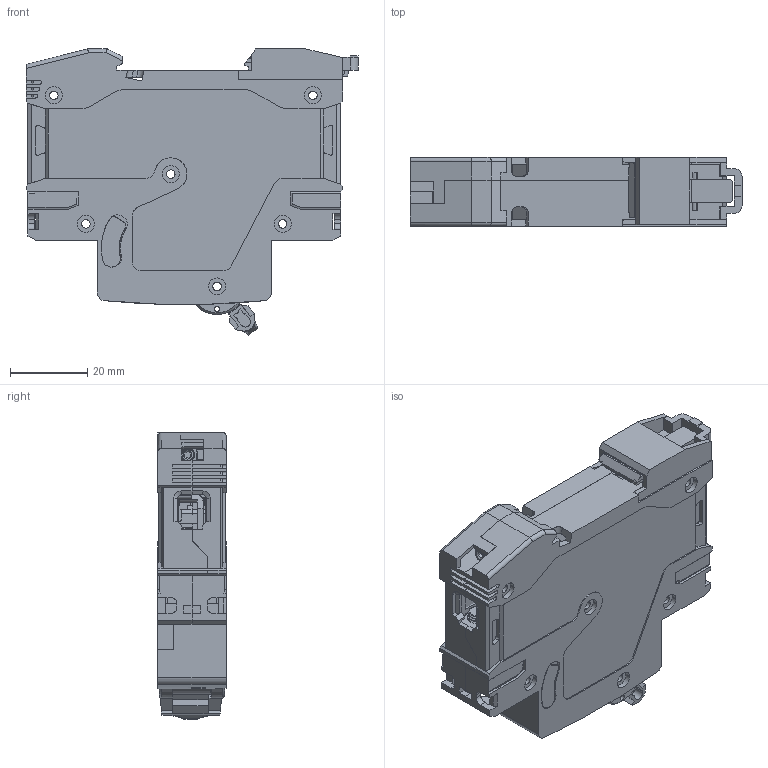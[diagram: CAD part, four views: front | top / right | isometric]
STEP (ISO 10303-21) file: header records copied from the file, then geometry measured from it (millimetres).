
FILE_DESCRIPTION((''),'2;1');
FILE_NAME('NB1-631P_ASM','2018-10-22T',('huangyh'),(''),'PRO/ENGINEER BY PARAMETRIC TECHNOLOGY CORPORATION, 2008380','PRO/ENGINEER BY PARAMETRIC TECHNOLOGY CORPORATION, 2008380','');
FILE_SCHEMA(('CONFIG_CONTROL_DESIGN'));
Length unit declared in the file: metre
Products named in the file (15): 8ZTD-022-265; 8ZTD-315-568; 8ZT-253-408; 8ZT-055-002; 8ZT-055-003; 8ZT-108-034; 8ZT-271-205; 8ZT-946-045; 8ZT-909-032; 8ZT-574-011X-48917; 8ZT-904-047-52335; 8ZT-574-011X-56166; 8ZT-904-047-59582; 2ZT-250-007_ASM; NB1-631P_ASM
Assembly tree (14 placements, depth 3):
  NB1-631P_ASM
    2ZT-250-007_ASM
      8ZTD-022-265
      8ZTD-315-568
      8ZT-253-408
      8ZT-055-002
      8ZT-055-003
      8ZT-108-034
      8ZT-271-205
      8ZT-946-045
      8ZT-909-032
      8ZT-574-011X-48917
      8ZT-904-047-52335
      8ZT-574-011X-56166
      8ZT-904-047-59582
Bounding box: 86 x 17.8 x 74.09 mm (x, y, z)
Volume: 30959.6 mm3; surface area: 46587.3 mm2
Topology: 13 solids, 13 shells, 2734 faces, 7949 edges, 5281 vertices
Faces by surface type: plane 1885, cylinder 695, bspline 85, torus 37, cone 22, sphere 10
Entity records: 105392 total; most frequent: CARTESIAN_POINT 32725, ORIENTED_EDGE 15894, DIRECTION 14179, EDGE_CURVE 7947, VECTOR 5815, LINE 5815, VERTEX_POINT 5281, AXIS2_PLACEMENT_3D 4182
